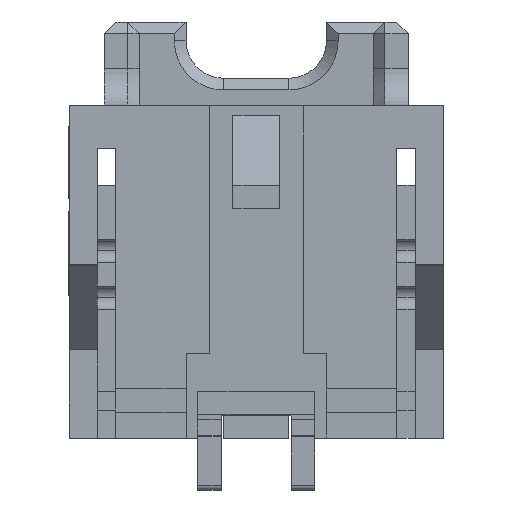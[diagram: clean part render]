
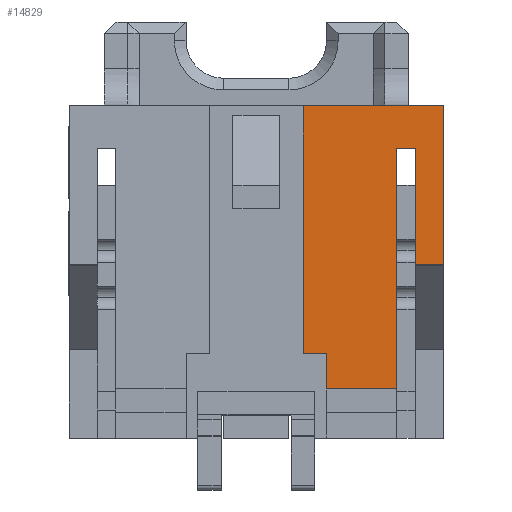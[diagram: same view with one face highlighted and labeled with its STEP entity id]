
A CAD part, top view. The second image highlights one B-rep face of the part: STEP entity #14829.
In plain terms, the highlighted planar face has unit normal (0, 0, 1).
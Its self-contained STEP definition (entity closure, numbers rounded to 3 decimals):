
#13 = LINE ( 'NONE', #17482, #5219 ) ;
#157 = CARTESIAN_POINT ( 'NONE',  ( 3.4, 2.3, 5.55 ) ) ;
#291 = EDGE_CURVE ( 'NONE', #7795, #5740, #7282, .T. ) ;
#692 = FACE_OUTER_BOUND ( 'NONE', #11788, .T. ) ;
#782 = LINE ( 'NONE', #19335, #3900 ) ;
#872 = CARTESIAN_POINT ( 'NONE',  ( 1., 3.2, 5.55 ) ) ;
#1031 = LINE ( 'NONE', #8809, #10049 ) ;
#1227 = VERTEX_POINT ( 'NONE', #18937 ) ;
#1697 = CARTESIAN_POINT ( 'NONE',  ( 3.4, -2.7, 5.55 ) ) ;
#1878 = AXIS2_PLACEMENT_3D ( 'NONE', #19461, #5254, #8575 ) ;
#2192 = VECTOR ( 'NONE', #6712, 1000. ) ;
#2194 = DIRECTION ( 'NONE',  ( 1., 0., 0. ) ) ;
#2485 = EDGE_CURVE ( 'NONE', #2668, #1227, #6135, .T. ) ;
#2573 = DIRECTION ( 'NONE',  ( 0., 1., 0. ) ) ;
#2668 = VERTEX_POINT ( 'NONE', #3209 ) ;
#2780 = VECTOR ( 'NONE', #15164, 1000. ) ;
#2790 = VECTOR ( 'NONE', #11000, 1000. ) ;
#2796 = DIRECTION ( 'NONE',  ( 1., 0., 0. ) ) ;
#2821 = ORIENTED_EDGE ( 'NONE', *, *, #10058, .T. ) ;
#3190 = DIRECTION ( 'NONE',  ( 0., -1., 0. ) ) ;
#3209 = CARTESIAN_POINT ( 'NONE',  ( 1.5, -2.1, 5.55 ) ) ;
#3236 = CARTESIAN_POINT ( 'NONE',  ( -1.5, -2.1, 5.55 ) ) ;
#3900 = VECTOR ( 'NONE', #5234, 1000. ) ;
#4994 = VERTEX_POINT ( 'NONE', #6570 ) ;
#5219 = VECTOR ( 'NONE', #14155, 1000. ) ;
#5234 = DIRECTION ( 'NONE',  ( 1., 0., 0. ) ) ;
#5254 = DIRECTION ( 'NONE',  ( 0., 0., 1. ) ) ;
#5689 = LINE ( 'NONE', #5795, #12250 ) ;
#5740 = VERTEX_POINT ( 'NONE', #157 ) ;
#5795 = CARTESIAN_POINT ( 'NONE',  ( 1.5, -3.9, 5.55 ) ) ;
#5925 = CARTESIAN_POINT ( 'NONE',  ( 4., 3.2, 5.55 ) ) ;
#5980 = ORIENTED_EDGE ( 'NONE', *, *, #13362, .T. ) ;
#6135 = LINE ( 'NONE', #3236, #2790 ) ;
#6570 = CARTESIAN_POINT ( 'NONE',  ( 1.5, -2.85, 5.55 ) ) ;
#6712 = DIRECTION ( 'NONE',  ( 0., 1., 0. ) ) ;
#6982 = CARTESIAN_POINT ( 'NONE',  ( 3., 2.3, 5.55 ) ) ;
#7282 = LINE ( 'NONE', #10415, #17638 ) ;
#7795 = VERTEX_POINT ( 'NONE', #6982 ) ;
#8039 = ORIENTED_EDGE ( 'NONE', *, *, #16466, .T. ) ;
#8335 = ORIENTED_EDGE ( 'NONE', *, *, #14190, .F. ) ;
#8575 = DIRECTION ( 'NONE',  ( 1., 0., 0. ) ) ;
#8578 = CARTESIAN_POINT ( 'NONE',  ( 4., 5., 5.55 ) ) ;
#8806 = LINE ( 'NONE', #20085, #2780 ) ;
#8809 = CARTESIAN_POINT ( 'NONE',  ( 1., 0.55, 5.55 ) ) ;
#8916 = CARTESIAN_POINT ( 'NONE',  ( 3.25, -0.2, 5.55 ) ) ;
#10049 = VECTOR ( 'NONE', #13701, 1000. ) ;
#10058 = EDGE_CURVE ( 'NONE', #18049, #15351, #17744, .T. ) ;
#10415 = CARTESIAN_POINT ( 'NONE',  ( 3., 2.3, 5.55 ) ) ;
#10745 = ORIENTED_EDGE ( 'NONE', *, *, #2485, .F. ) ;
#11000 = DIRECTION ( 'NONE',  ( -1., 0., 0. ) ) ;
#11318 = ORIENTED_EDGE ( 'NONE', *, *, #18060, .T. ) ;
#11635 = CARTESIAN_POINT ( 'NONE',  ( 3., -2.85, 5.55 ) ) ;
#11788 = EDGE_LOOP ( 'NONE', ( #20258, #5980, #14653, #11318, #8039, #2821, #11835, #8335, #10745, #20276 ) ) ;
#11817 = VERTEX_POINT ( 'NONE', #11635 ) ;
#11835 = ORIENTED_EDGE ( 'NONE', *, *, #16231, .F. ) ;
#12250 = VECTOR ( 'NONE', #2573, 1000. ) ;
#13362 = EDGE_CURVE ( 'NONE', #11817, #7795, #8806, .T. ) ;
#13701 = DIRECTION ( 'NONE',  ( 0., 1., 0. ) ) ;
#13919 = LINE ( 'NONE', #8916, #17529 ) ;
#13998 = VECTOR ( 'NONE', #3190, 1000. ) ;
#14155 = DIRECTION ( 'NONE',  ( 1., 0., 0. ) ) ;
#14190 = EDGE_CURVE ( 'NONE', #1227, #14620, #1031, .T. ) ;
#14620 = VERTEX_POINT ( 'NONE', #872 ) ;
#14653 = ORIENTED_EDGE ( 'NONE', *, *, #291, .T. ) ;
#14829 = ADVANCED_FACE ( 'NONE', ( #692 ), #16277, .T. ) ;
#15014 = EDGE_CURVE ( 'NONE', #4994, #11817, #782, .T. ) ;
#15164 = DIRECTION ( 'NONE',  ( 0., 1., 0. ) ) ;
#15351 = VERTEX_POINT ( 'NONE', #5925 ) ;
#16231 = EDGE_CURVE ( 'NONE', #14620, #15351, #13, .T. ) ;
#16277 = PLANE ( 'NONE',  #1878 ) ;
#16466 = EDGE_CURVE ( 'NONE', #18380, #18049, #13919, .T. ) ;
#17418 = LINE ( 'NONE', #1697, #13998 ) ;
#17482 = CARTESIAN_POINT ( 'NONE',  ( 1., 3.2, 5.55 ) ) ;
#17529 = VECTOR ( 'NONE', #2796, 1000. ) ;
#17582 = EDGE_CURVE ( 'NONE', #4994, #2668, #5689, .T. ) ;
#17638 = VECTOR ( 'NONE', #2194, 1000. ) ;
#17744 = LINE ( 'NONE', #8578, #2192 ) ;
#18049 = VERTEX_POINT ( 'NONE', #18950 ) ;
#18060 = EDGE_CURVE ( 'NONE', #5740, #18380, #17418, .T. ) ;
#18288 = CARTESIAN_POINT ( 'NONE',  ( 3.4, -0.2, 5.55 ) ) ;
#18380 = VERTEX_POINT ( 'NONE', #18288 ) ;
#18937 = CARTESIAN_POINT ( 'NONE',  ( 1., -2.1, 5.55 ) ) ;
#18950 = CARTESIAN_POINT ( 'NONE',  ( 4., -0.2, 5.55 ) ) ;
#19335 = CARTESIAN_POINT ( 'NONE',  ( -4., -2.85, 5.55 ) ) ;
#19461 = CARTESIAN_POINT ( 'NONE',  ( 0., 0.55, 5.55 ) ) ;
#20085 = CARTESIAN_POINT ( 'NONE',  ( 3., -3.9, 5.55 ) ) ;
#20258 = ORIENTED_EDGE ( 'NONE', *, *, #15014, .T. ) ;
#20276 = ORIENTED_EDGE ( 'NONE', *, *, #17582, .F. ) ;
